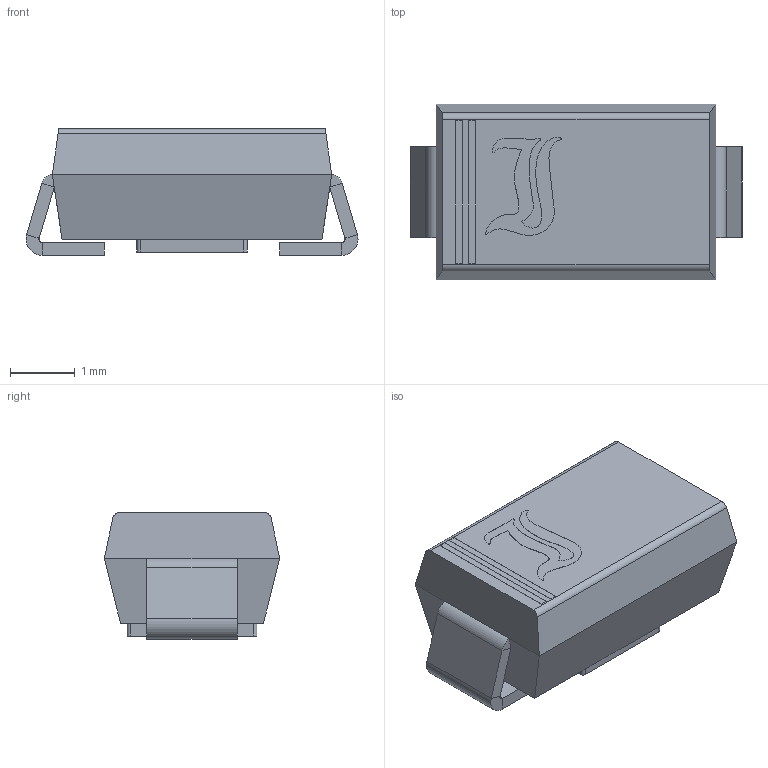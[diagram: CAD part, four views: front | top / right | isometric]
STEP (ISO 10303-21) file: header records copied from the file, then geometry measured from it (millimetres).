
FILE_DESCRIPTION(('FreeCAD Model'),'2;1');
FILE_NAME( 'DO-214AC (SMA).step', '2020-03-07T18:16:12',('Author'),(''), 'Open CASCADE STEP processor 7.3','FreeCAD','Unknown');
FILE_SCHEMA(('AUTOMOTIVE_DESIGN { 1 0 10303 214 1 1 1 1 }'));
Length unit declared in the file: millimetre
Products named in the file (1): DO-214AC_(SMA)
Bounding box: 5.11 x 2.7 x 1.95 mm (x, y, z)
Volume: 19.6 mm3; surface area: 56.9 mm2
Topology: 1 solids, 1 shells, 75 faces, 175 edges, 106 vertices
Faces by surface type: plane 48, cylinder 10, bspline 10, extrusion 7
Entity records: 5233 total; most frequent: CARTESIAN_POINT 1251, DIRECTION 592, VECTOR 424, LINE 417, ORIENTED_EDGE 350, PCURVE 350, DEFINITIONAL_REPRESENTATION 350, EDGE_CURVE 175
